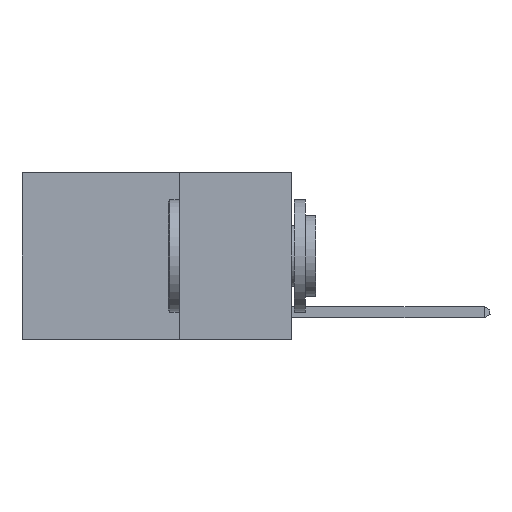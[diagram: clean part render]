
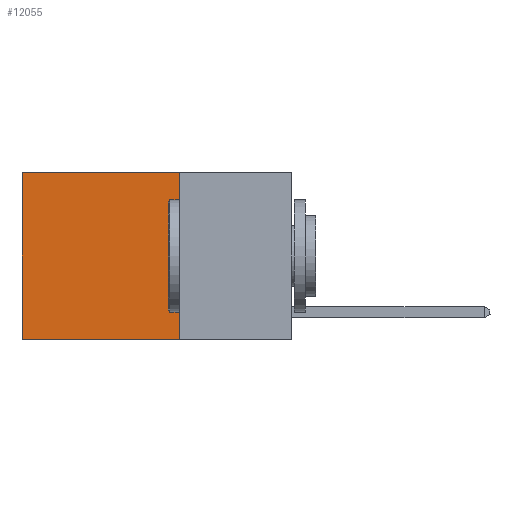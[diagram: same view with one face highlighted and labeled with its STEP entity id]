
A CAD part, left-side view. The second image highlights one B-rep face of the part: STEP entity #12055.
In plain terms, the highlighted planar face has unit normal (-1, 0, 0).
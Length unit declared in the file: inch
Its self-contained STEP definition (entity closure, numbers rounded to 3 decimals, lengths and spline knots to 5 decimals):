
#67 = VERTEX_POINT ( 'NONE', #24353 ) ;
#1045 = CARTESIAN_POINT ( 'NONE',  ( 0.2625, 0.25, 0. ) ) ;
#1059 = DIRECTION ( 'NONE',  ( 0., 1., 0. ) ) ;
#1615 = EDGE_CURVE ( 'NONE', #67, #18517, #14222, .T. ) ;
#1839 = VECTOR ( 'NONE', #15275, 39.37008 ) ;
#3187 = LINE ( 'NONE', #16998, #18206 ) ;
#3709 = VECTOR ( 'NONE', #10223, 39.37008 ) ;
#4014 = CARTESIAN_POINT ( 'NONE',  ( 0.2625, 0.25, -0.37 ) ) ;
#4119 = CARTESIAN_POINT ( 'NONE',  ( 0.2625, 0.6, 0. ) ) ;
#4823 = EDGE_CURVE ( 'NONE', #13413, #67, #11157, .T. ) ;
#4916 = CARTESIAN_POINT ( 'NONE',  ( 0.2625, 0.6, -0.37 ) ) ;
#5216 = EDGE_LOOP ( 'NONE', ( #24923, #25281, #11232, #22269 ) ) ;
#5291 = DIRECTION ( 'NONE',  ( 1., 0., 0. ) ) ;
#6078 = VERTEX_POINT ( 'NONE', #4014 ) ;
#6824 = AXIS2_PLACEMENT_3D ( 'NONE', #1045, #5291, #15261 ) ;
#7037 = LINE ( 'NONE', #16743, #1839 ) ;
#9288 = PLANE ( 'NONE',  #6824 ) ;
#10223 = DIRECTION ( 'NONE',  ( 0., 0., -1. ) ) ;
#11157 = LINE ( 'NONE', #19245, #20312 ) ;
#11232 = ORIENTED_EDGE ( 'NONE', *, *, #18506, .F. ) ;
#11291 = DIRECTION ( 'NONE',  ( 0., 0., -1. ) ) ;
#12055 = ADVANCED_FACE ( 'NONE', ( #21206 ), #9288, .F. ) ;
#13413 = VERTEX_POINT ( 'NONE', #16460 ) ;
#14222 = LINE ( 'NONE', #4119, #3709 ) ;
#15261 = DIRECTION ( 'NONE',  ( 0., 0., -1. ) ) ;
#15275 = DIRECTION ( 'NONE',  ( 0., 1., 0. ) ) ;
#16460 = CARTESIAN_POINT ( 'NONE',  ( 0.2625, 0.25, 0. ) ) ;
#16743 = CARTESIAN_POINT ( 'NONE',  ( 0.2625, 0.25, -0.37 ) ) ;
#16998 = CARTESIAN_POINT ( 'NONE',  ( 0.2625, 0.25, 0. ) ) ;
#17085 = EDGE_CURVE ( 'NONE', #6078, #18517, #7037, .T. ) ;
#18206 = VECTOR ( 'NONE', #11291, 39.37008 ) ;
#18506 = EDGE_CURVE ( 'NONE', #13413, #6078, #3187, .T. ) ;
#18517 = VERTEX_POINT ( 'NONE', #4916 ) ;
#19245 = CARTESIAN_POINT ( 'NONE',  ( 0.2625, 0.25, 0. ) ) ;
#20312 = VECTOR ( 'NONE', #1059, 39.37008 ) ;
#21206 = FACE_OUTER_BOUND ( 'NONE', #5216, .T. ) ;
#22269 = ORIENTED_EDGE ( 'NONE', *, *, #4823, .T. ) ;
#24353 = CARTESIAN_POINT ( 'NONE',  ( 0.2625, 0.6, 0. ) ) ;
#24923 = ORIENTED_EDGE ( 'NONE', *, *, #1615, .T. ) ;
#25281 = ORIENTED_EDGE ( 'NONE', *, *, #17085, .F. ) ;
